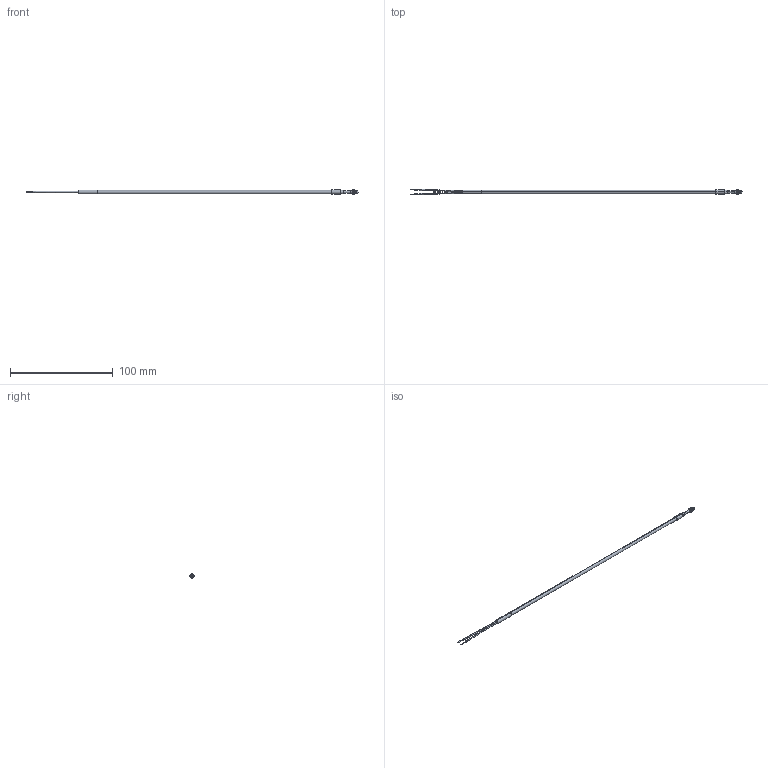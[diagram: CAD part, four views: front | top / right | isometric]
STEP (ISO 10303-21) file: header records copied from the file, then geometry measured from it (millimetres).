
FILE_DESCRIPTION (( 'STEP AP214' ), '1' );
FILE_NAME ('NTC10K3-BR01L06-01.STEP', '2024-04-24T21:44:49', ( '' ), ( '' ), 'SwSTEP 2.0', 'SolidWorks 2021', '' );
FILE_SCHEMA (( 'AUTOMOTIVE_DESIGN' ));
Length unit declared in the file: inch
Products named in the file (1): NTC10K3-BR01L06-01
Bounding box: 322.53 x 5.44 x 4.05 mm (x, y, z)
Volume: 2494 mm3; surface area: 3847.2 mm2
Topology: 3 solids, 3 shells, 63 faces, 127 edges, 73 vertices
Faces by surface type: cylinder 20, bspline 18, plane 12, torus 7, cone 6
Entity records: 2072 total; most frequent: CARTESIAN_POINT 790, DIRECTION 256, ORIENTED_EDGE 242, EDGE_CURVE 121, AXIS2_PLACEMENT_3D 111, VERTEX_POINT 73, EDGE_LOOP 72, CIRCLE 65
